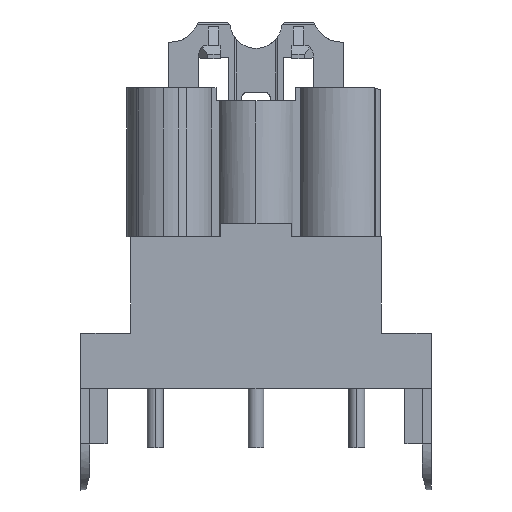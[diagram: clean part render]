
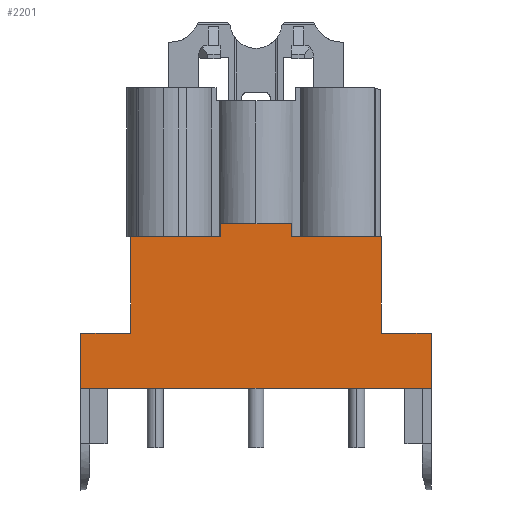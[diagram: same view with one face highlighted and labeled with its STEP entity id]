
A CAD part, front view. The second image highlights one B-rep face of the part: STEP entity #2201.
In plain terms, the highlighted planar face has unit normal (0, -1, 0).
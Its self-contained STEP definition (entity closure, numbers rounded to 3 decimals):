
#226 = ORIENTED_EDGE ( 'NONE', *, *, #3954, .T. ) ;
#327 = DIRECTION ( 'NONE',  ( 1., 0., 0. ) ) ;
#511 = ORIENTED_EDGE ( 'NONE', *, *, #7266, .T. ) ;
#616 = ORIENTED_EDGE ( 'NONE', *, *, #1231, .F. ) ;
#617 = EDGE_CURVE ( 'NONE', #1677, #6888, #4086, .T. ) ;
#892 = EDGE_CURVE ( 'NONE', #14775, #13102, #14525, .T. ) ;
#1133 = VECTOR ( 'NONE', #1225, 1000. ) ;
#1225 = DIRECTION ( 'NONE',  ( -1., 0., 0. ) ) ;
#1231 = EDGE_CURVE ( 'NONE', #11438, #6888, #7269, .T. ) ;
#1414 = LINE ( 'NONE', #2277, #14455 ) ;
#1505 = DIRECTION ( 'NONE',  ( 0., 0., -1. ) ) ;
#1560 = CARTESIAN_POINT ( 'NONE',  ( 7.798, -10.345, -2.7 ) ) ;
#1605 = ORIENTED_EDGE ( 'NONE', *, *, #15876, .T. ) ;
#1677 = VERTEX_POINT ( 'NONE', #10092 ) ;
#2073 = VECTOR ( 'NONE', #327, 1000. ) ;
#2201 = ADVANCED_FACE ( 'F103', ( #4004 ), #5074, .T. ) ;
#2277 = CARTESIAN_POINT ( 'NONE',  ( -26.502, -10.345, 43.9 ) ) ;
#2547 = CARTESIAN_POINT ( 'NONE',  ( -28.702, -10.345, -2.7 ) ) ;
#2651 = CARTESIAN_POINT ( 'NONE',  ( -2.502, -10.345, 13. ) ) ;
#2744 = LINE ( 'NONE', #3957, #9507 ) ;
#3021 = CARTESIAN_POINT ( 'NONE',  ( -2.502, -10.345, 13.825 ) ) ;
#3113 = VERTEX_POINT ( 'NONE', #8339 ) ;
#3247 = ORIENTED_EDGE ( 'NONE', *, *, #617, .T. ) ;
#3302 = EDGE_CURVE ( 'NONE', #7282, #11706, #4405, .T. ) ;
#3623 = VERTEX_POINT ( 'NONE', #9380 ) ;
#3686 = LINE ( 'NONE', #8165, #6707 ) ;
#3761 = ORIENTED_EDGE ( 'NONE', *, *, #11249, .T. ) ;
#3846 = DIRECTION ( 'NONE',  ( 1., 0., 0. ) ) ;
#3863 = VECTOR ( 'NONE', #9103, 1000. ) ;
#3954 = EDGE_CURVE ( 'NONE', #6703, #8988, #4543, .T. ) ;
#3957 = CARTESIAN_POINT ( 'NONE',  ( -6.502, -10.345, 13. ) ) ;
#4004 = FACE_OUTER_BOUND ( 'NONE', #16145, .T. ) ;
#4086 = LINE ( 'NONE', #15733, #10462 ) ;
#4405 = LINE ( 'NONE', #4667, #14061 ) ;
#4442 = CARTESIAN_POINT ( 'NONE',  ( -12.952, -10.345, 14.5 ) ) ;
#4543 = LINE ( 'NONE', #6346, #1133 ) ;
#4667 = CARTESIAN_POINT ( 'NONE',  ( -28.702, -10.345, 14.5 ) ) ;
#4893 = VECTOR ( 'NONE', #1505, 1000. ) ;
#5039 = CARTESIAN_POINT ( 'NONE',  ( 0., -10.345, 14.5 ) ) ;
#5074 = PLANE ( 'NONE',  #6754 ) ;
#5204 = ORIENTED_EDGE ( 'NONE', *, *, #15759, .T. ) ;
#5246 = VECTOR ( 'NONE', #14403, 1000. ) ;
#5354 = ORIENTED_EDGE ( 'NONE', *, *, #10150, .T. ) ;
#5915 = DIRECTION ( 'NONE',  ( 1., 0., 0. ) ) ;
#5948 = EDGE_CURVE ( 'NONE', #16025, #11706, #9116, .T. ) ;
#6022 = VECTOR ( 'NONE', #8176, 1000. ) ;
#6237 = LINE ( 'NONE', #1560, #12925 ) ;
#6346 = CARTESIAN_POINT ( 'NONE',  ( -28.702, -10.345, 31.8 ) ) ;
#6550 = DIRECTION ( 'NONE',  ( 1., 0., 0. ) ) ;
#6626 = EDGE_CURVE ( 'NONE', #11438, #8355, #3686, .T. ) ;
#6653 = CARTESIAN_POINT ( 'NONE',  ( -10.502, -10.345, 14.5 ) ) ;
#6703 = VERTEX_POINT ( 'NONE', #12033 ) ;
#6707 = VECTOR ( 'NONE', #14366, 1000. ) ;
#6754 = AXIS2_PLACEMENT_3D ( 'NONE', #2547, #11441, #3846 ) ;
#6888 = VERTEX_POINT ( 'NONE', #14789 ) ;
#7032 = VECTOR ( 'NONE', #10152, 1000. ) ;
#7037 = DIRECTION ( 'NONE',  ( 1., 0., 0. ) ) ;
#7116 = CARTESIAN_POINT ( 'NONE',  ( -26.502, -10.345, 31.8 ) ) ;
#7266 = EDGE_CURVE ( 'NONE', #13437, #3623, #14861, .T. ) ;
#7269 = LINE ( 'NONE', #11791, #3863 ) ;
#7282 = VERTEX_POINT ( 'NONE', #4442 ) ;
#7909 = CARTESIAN_POINT ( 'NONE',  ( -10.502, -10.345, 13.825 ) ) ;
#8165 = CARTESIAN_POINT ( 'NONE',  ( -28.702, -10.345, 14.5 ) ) ;
#8176 = DIRECTION ( 'NONE',  ( 0., 0., 1. ) ) ;
#8339 = CARTESIAN_POINT ( 'NONE',  ( 7.798, -10.345, 14.5 ) ) ;
#8355 = VERTEX_POINT ( 'NONE', #15210 ) ;
#8685 = ORIENTED_EDGE ( 'NONE', *, *, #13551, .F. ) ;
#8835 = EDGE_CURVE ( 'NONE', #14775, #3113, #15119, .T. ) ;
#8988 = VERTEX_POINT ( 'NONE', #7116 ) ;
#9103 = DIRECTION ( 'NONE',  ( 0., 0., 1. ) ) ;
#9116 = LINE ( 'NONE', #7909, #12043 ) ;
#9380 = CARTESIAN_POINT ( 'NONE',  ( 13.498, -10.345, 25.5 ) ) ;
#9501 = CARTESIAN_POINT ( 'NONE',  ( -28.702, -10.345, 25.5 ) ) ;
#9507 = VECTOR ( 'NONE', #6550, 1000. ) ;
#9750 = ORIENTED_EDGE ( 'NONE', *, *, #8835, .T. ) ;
#9752 = CARTESIAN_POINT ( 'NONE',  ( -10.502, -10.345, 13. ) ) ;
#9875 = CARTESIAN_POINT ( 'NONE',  ( 7.798, -10.345, 25.5 ) ) ;
#10092 = CARTESIAN_POINT ( 'NONE',  ( -26.502, -10.345, 25.5 ) ) ;
#10150 = EDGE_CURVE ( 'NONE', #8988, #1677, #1414, .T. ) ;
#10152 = DIRECTION ( 'NONE',  ( -1., 0., 0. ) ) ;
#10438 = DIRECTION ( 'NONE',  ( 0., 0., 1. ) ) ;
#10462 = VECTOR ( 'NONE', #7037, 1000. ) ;
#10494 = DIRECTION ( 'NONE',  ( 0., 0., 1. ) ) ;
#10855 = ORIENTED_EDGE ( 'NONE', *, *, #892, .F. ) ;
#11029 = ORIENTED_EDGE ( 'NONE', *, *, #6626, .T. ) ;
#11249 = EDGE_CURVE ( 'NONE', #16025, #13102, #2744, .T. ) ;
#11438 = VERTEX_POINT ( 'NONE', #16066 ) ;
#11441 = DIRECTION ( 'NONE',  ( 0., -1., 0. ) ) ;
#11706 = VERTEX_POINT ( 'NONE', #6653 ) ;
#11791 = CARTESIAN_POINT ( 'NONE',  ( -20.802, -10.345, -2.7 ) ) ;
#11807 = CARTESIAN_POINT ( 'NONE',  ( -2.502, -10.345, 14.5 ) ) ;
#12033 = CARTESIAN_POINT ( 'NONE',  ( 13.498, -10.345, 31.8 ) ) ;
#12043 = VECTOR ( 'NONE', #10438, 1000. ) ;
#12925 = VECTOR ( 'NONE', #10494, 1000. ) ;
#13102 = VERTEX_POINT ( 'NONE', #2651 ) ;
#13115 = LINE ( 'NONE', #13201, #6022 ) ;
#13201 = CARTESIAN_POINT ( 'NONE',  ( 13.498, -10.345, -2.7 ) ) ;
#13437 = VERTEX_POINT ( 'NONE', #9875 ) ;
#13551 = EDGE_CURVE ( 'NONE', #7282, #8355, #13674, .T. ) ;
#13672 = DIRECTION ( 'NONE',  ( 0., 0., -1. ) ) ;
#13674 = LINE ( 'NONE', #5039, #7032 ) ;
#14061 = VECTOR ( 'NONE', #5915, 1000. ) ;
#14275 = CARTESIAN_POINT ( 'NONE',  ( -28.702, -10.345, 14.5 ) ) ;
#14366 = DIRECTION ( 'NONE',  ( 1., 0., 0. ) ) ;
#14403 = DIRECTION ( 'NONE',  ( 1., 0., 0. ) ) ;
#14455 = VECTOR ( 'NONE', #13672, 1000. ) ;
#14525 = LINE ( 'NONE', #3021, #4893 ) ;
#14775 = VERTEX_POINT ( 'NONE', #11807 ) ;
#14789 = CARTESIAN_POINT ( 'NONE',  ( -20.802, -10.345, 25.5 ) ) ;
#14861 = LINE ( 'NONE', #9501, #5246 ) ;
#15119 = LINE ( 'NONE', #14275, #2073 ) ;
#15210 = CARTESIAN_POINT ( 'NONE',  ( -20.058, -10.345, 14.5 ) ) ;
#15305 = ORIENTED_EDGE ( 'NONE', *, *, #3302, .T. ) ;
#15312 = ORIENTED_EDGE ( 'NONE', *, *, #5948, .F. ) ;
#15733 = CARTESIAN_POINT ( 'NONE',  ( -26.712, -10.345, 25.5 ) ) ;
#15759 = EDGE_CURVE ( 'NONE', #3113, #13437, #6237, .T. ) ;
#15876 = EDGE_CURVE ( 'NONE', #3623, #6703, #13115, .T. ) ;
#16025 = VERTEX_POINT ( 'NONE', #9752 ) ;
#16066 = CARTESIAN_POINT ( 'NONE',  ( -20.802, -10.345, 14.5 ) ) ;
#16145 = EDGE_LOOP ( 'NONE', ( #616, #11029, #8685, #15305, #15312, #3761, #10855, #9750, #5204, #511, #1605, #226, #5354, #3247 ) ) ;
